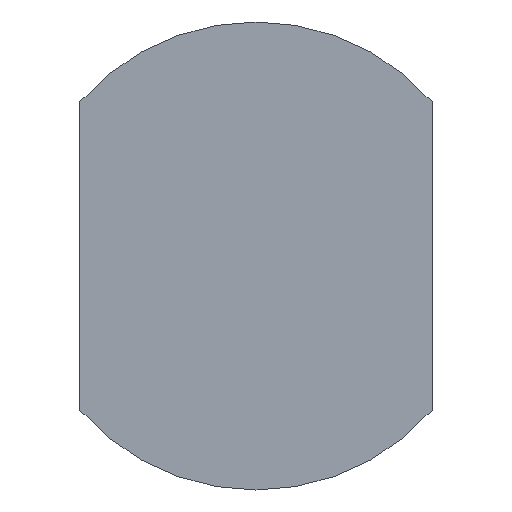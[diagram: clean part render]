
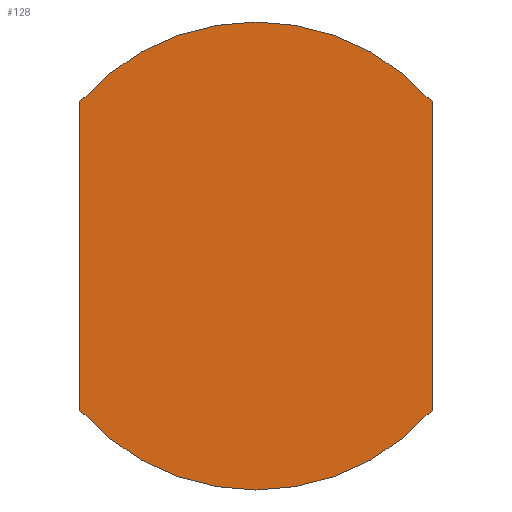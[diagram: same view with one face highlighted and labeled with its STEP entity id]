
A CAD part, left-side view. The second image highlights one B-rep face of the part: STEP entity #128.
In plain terms, the highlighted planar face has unit normal (-1, 0, 0).
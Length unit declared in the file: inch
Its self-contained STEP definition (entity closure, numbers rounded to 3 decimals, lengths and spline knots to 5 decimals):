
#8 = DIRECTION ( 'NONE',  ( 0., 0., 1. ) ) ;
#30 = DIRECTION ( 'NONE',  ( -1., 0., 0. ) ) ;
#50 = AXIS2_PLACEMENT_3D ( 'NONE', #132, #30, #265 ) ;
#52 = DIRECTION ( 'NONE',  ( 0., 0., -1. ) ) ;
#79 = DIRECTION ( 'NONE',  ( 0., 0., 1. ) ) ;
#82 = CARTESIAN_POINT ( 'NONE',  ( 0., 0., 0.0465 ) ) ;
#112 = CIRCLE ( 'NONE', #448, 0.0465 ) ;
#115 = EDGE_CURVE ( 'NONE', #636, #264, #287, .T. ) ;
#123 = CARTESIAN_POINT ( 'NONE',  ( 0., 0.035, 0.05 ) ) ;
#128 = ADVANCED_FACE ( 'NONE', ( #188 ), #201, .F. ) ;
#132 = CARTESIAN_POINT ( 'NONE',  ( 0., 0., 0. ) ) ;
#137 = DIRECTION ( 'NONE',  ( 1., 0., 0. ) ) ;
#155 = VERTEX_POINT ( 'NONE', #82 ) ;
#157 = CARTESIAN_POINT ( 'NONE',  ( 0., 0., 0. ) ) ;
#162 = VECTOR ( 'NONE', #79, 39.37008 ) ;
#175 = ORIENTED_EDGE ( 'NONE', *, *, #273, .T. ) ;
#188 = FACE_OUTER_BOUND ( 'NONE', #326, .T. ) ;
#192 = CARTESIAN_POINT ( 'NONE',  ( 0., 0., 0. ) ) ;
#198 = CARTESIAN_POINT ( 'NONE',  ( 0., 0., 0. ) ) ;
#201 = PLANE ( 'NONE',  #252 ) ;
#252 = AXIS2_PLACEMENT_3D ( 'NONE', #198, #137, #396 ) ;
#263 = EDGE_CURVE ( 'NONE', #489, #312, #581, .T. ) ;
#264 = VERTEX_POINT ( 'NONE', #280 ) ;
#265 = DIRECTION ( 'NONE',  ( 0., 0., 1. ) ) ;
#272 = CIRCLE ( 'NONE', #50, 0.0465 ) ;
#273 = EDGE_CURVE ( 'NONE', #155, #312, #272, .T. ) ;
#277 = ORIENTED_EDGE ( 'NONE', *, *, #571, .T. ) ;
#280 = CARTESIAN_POINT ( 'NONE',  ( 0., -0.035, -0.03061 ) ) ;
#284 = CIRCLE ( 'NONE', #433, 0.0465 ) ;
#287 = LINE ( 'NONE', #443, #401 ) ;
#312 = VERTEX_POINT ( 'NONE', #541 ) ;
#326 = EDGE_LOOP ( 'NONE', ( #356, #574, #468, #277, #175 ) ) ;
#356 = ORIENTED_EDGE ( 'NONE', *, *, #263, .F. ) ;
#369 = EDGE_CURVE ( 'NONE', #489, #264, #112, .T. ) ;
#396 = DIRECTION ( 'NONE',  ( 0., 0., -1. ) ) ;
#401 = VECTOR ( 'NONE', #52, 39.37008 ) ;
#433 = AXIS2_PLACEMENT_3D ( 'NONE', #157, #504, #8 ) ;
#443 = CARTESIAN_POINT ( 'NONE',  ( 0., -0.035, 0.05 ) ) ;
#448 = AXIS2_PLACEMENT_3D ( 'NONE', #192, #493, #592 ) ;
#468 = ORIENTED_EDGE ( 'NONE', *, *, #115, .F. ) ;
#476 = CARTESIAN_POINT ( 'NONE',  ( 0., -0.035, 0.03061 ) ) ;
#489 = VERTEX_POINT ( 'NONE', #554 ) ;
#493 = DIRECTION ( 'NONE',  ( -1., 0., 0. ) ) ;
#504 = DIRECTION ( 'NONE',  ( -1., 0., 0. ) ) ;
#541 = CARTESIAN_POINT ( 'NONE',  ( 0., 0.035, 0.03061 ) ) ;
#554 = CARTESIAN_POINT ( 'NONE',  ( 0., 0.035, -0.03061 ) ) ;
#571 = EDGE_CURVE ( 'NONE', #636, #155, #284, .T. ) ;
#574 = ORIENTED_EDGE ( 'NONE', *, *, #369, .T. ) ;
#581 = LINE ( 'NONE', #123, #162 ) ;
#592 = DIRECTION ( 'NONE',  ( 0., 0., 1. ) ) ;
#636 = VERTEX_POINT ( 'NONE', #476 ) ;
